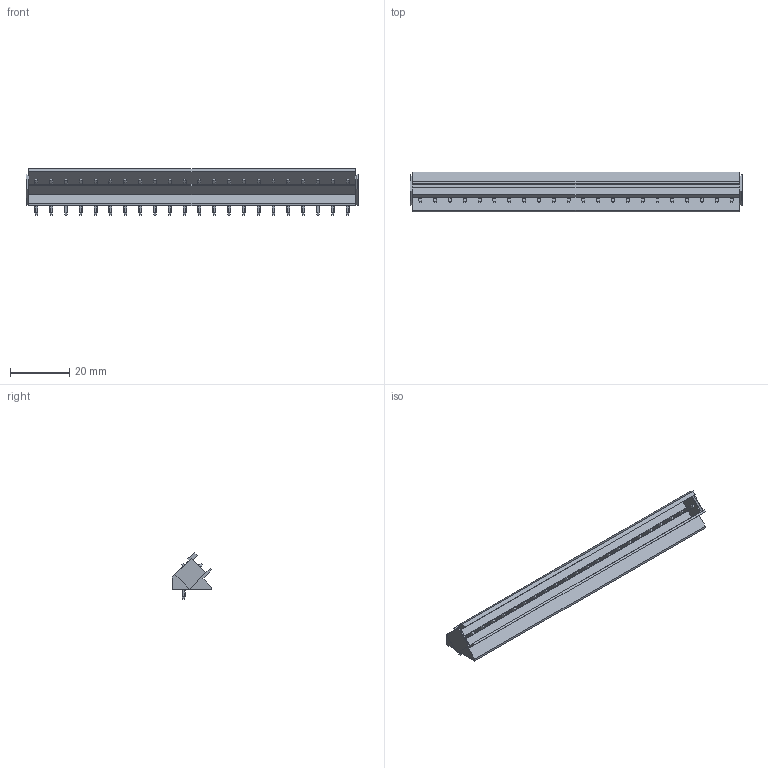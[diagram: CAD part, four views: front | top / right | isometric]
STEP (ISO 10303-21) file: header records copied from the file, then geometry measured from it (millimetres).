
FILE_DESCRIPTION(('CATIA V5 STEP Exchange','CAx-IF Rec.Pracs.--- Model Styling and Organization---1.2---2011-12-15'),'2;1');
FILE_NAME ('D1453887_0_1630680000_1630680000.stp','2018-10-12T09:46:43+00:00',('none'),('Weidmueller'),'CATIA Version 5-6 Release 2014','CATIA V5 STEP AP214','none');
FILE_SCHEMA(('AUTOMOTIVE_DESIGN { 1 0 10303 214 1 1 1 1 }'));
Length unit declared in the file: millimetre
Products named in the file (1): 1630680000
Bounding box: 112 x 13.3 x 15.63 mm (x, y, z)
Volume: 6663.6 mm3; surface area: 8934.7 mm2
Topology: 23 solids, 23 shells, 878 faces, 2316 edges, 1484 vertices
Faces by surface type: plane 524, cylinder 354
Entity records: 31568 total; most frequent: CARTESIAN_POINT 12120, ORIENTED_EDGE 4632, DIRECTION 2938, EDGE_CURVE 2316, VECTOR 1608, LINE 1608, VERTEX_POINT 1484, EDGE_LOOP 922
